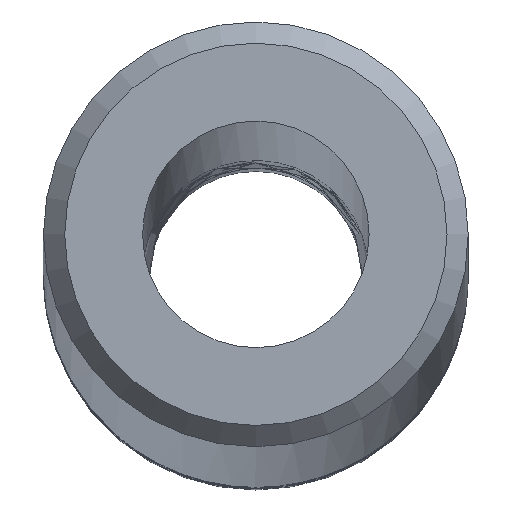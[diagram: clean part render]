
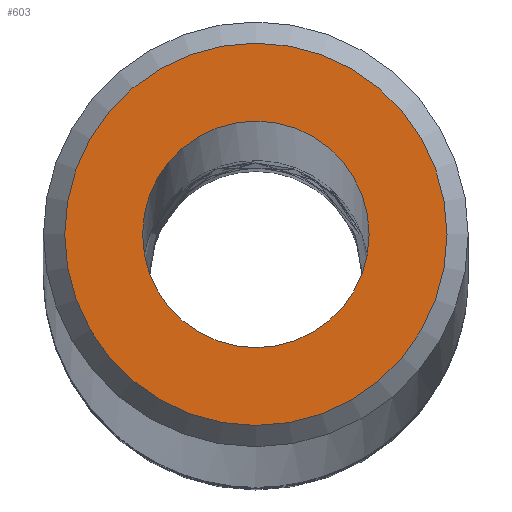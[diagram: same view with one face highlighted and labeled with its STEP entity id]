
A CAD part, top view. The second image highlights one B-rep face of the part: STEP entity #603.
In plain terms, the highlighted planar face has unit normal (0, 0, 1).
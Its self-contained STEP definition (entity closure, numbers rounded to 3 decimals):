
#302 = VERTEX_POINT ( 'NONE', #352 ) ;
#303 = CARTESIAN_POINT ( 'NONE',  ( 1.6, 0., 275. ) ) ;
#304 = VERTEX_POINT ( 'NONE', #303 ) ;
#352 = CARTESIAN_POINT ( 'NONE',  ( 2.7, 0., 275. ) ) ;
#603 = ADVANCED_FACE ( 'NONE', ( #1256, #1253 ), #1255, .T. ) ;
#611 = ORIENTED_EDGE ( 'NONE', *, *, #671, .F. ) ;
#656 = ORIENTED_EDGE ( 'NONE', *, *, #670, .F. ) ;
#670 = EDGE_CURVE ( 'NONE', #302, #302, #1409, .T. ) ;
#671 = EDGE_CURVE ( 'NONE', #304, #304, #1440, .T. ) ;
#677 = EDGE_LOOP ( 'NONE', ( #656 ) ) ;
#678 = EDGE_LOOP ( 'NONE', ( #611 ) ) ;
#1249 = DIRECTION ( 'NONE',  ( 0., 0., 1. ) ) ;
#1250 = CARTESIAN_POINT ( 'NONE',  ( 0., 0., 275. ) ) ;
#1252 = DIRECTION ( 'NONE',  ( 1., 0., 0. ) ) ;
#1253 = FACE_OUTER_BOUND ( 'NONE', #677, .T. ) ;
#1254 = AXIS2_PLACEMENT_3D ( 'NONE', #1250, #1249, #1252 ) ;
#1255 = PLANE ( 'NONE',  #1254 ) ;
#1256 = FACE_BOUND ( 'NONE', #678, .T. ) ;
#1393 = DIRECTION ( 'NONE',  ( 1., 0., 0. ) ) ;
#1409 = CIRCLE ( 'NONE', #1439, 2.7 ) ;
#1439 = AXIS2_PLACEMENT_3D ( 'NONE', #1442, #1451, #1393 ) ;
#1440 = CIRCLE ( 'NONE', #1671, 1.6 ) ;
#1442 = CARTESIAN_POINT ( 'NONE',  ( 0., 0., 275. ) ) ;
#1451 = DIRECTION ( 'NONE',  ( 0., 0., -1. ) ) ;
#1669 = DIRECTION ( 'NONE',  ( 1., 0., 0. ) ) ;
#1670 = DIRECTION ( 'NONE',  ( 0., 0., 1. ) ) ;
#1671 = AXIS2_PLACEMENT_3D ( 'NONE', #1672, #1670, #1669 ) ;
#1672 = CARTESIAN_POINT ( 'NONE',  ( 0., 0., 275. ) ) ;
